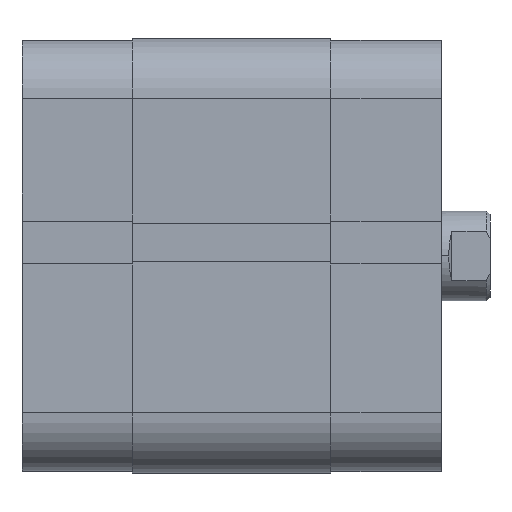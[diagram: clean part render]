
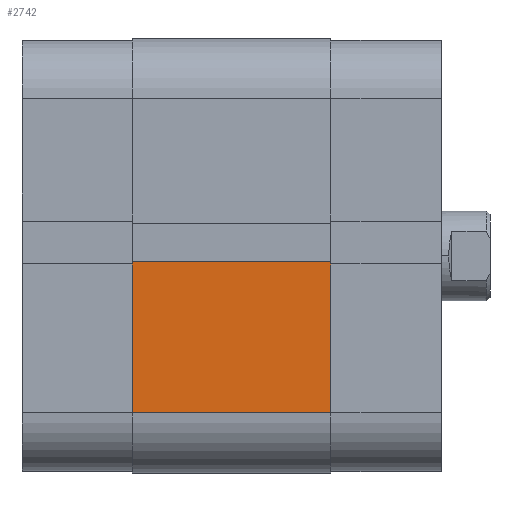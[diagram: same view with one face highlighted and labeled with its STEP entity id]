
A CAD part, top view. The second image highlights one B-rep face of the part: STEP entity #2742.
In plain terms, the highlighted face is planar.
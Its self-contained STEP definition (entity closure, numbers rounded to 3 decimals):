
#212 = FACE_OUTER_BOUND ( 'NONE', #4403, .T. ) ;
#643 = VECTOR ( 'NONE', #1415, 1000. ) ;
#649 = LINE ( 'NONE', #1414, #643 ) ;
#652 = LINE ( 'NONE', #1406, #653 ) ;
#653 = VECTOR ( 'NONE', #1407, 1000. ) ;
#655 = LINE ( 'NONE', #1420, #667 ) ;
#659 = LINE ( 'NONE', #1405, #665 ) ;
#665 = VECTOR ( 'NONE', #1422, 1000. ) ;
#667 = VECTOR ( 'NONE', #1424, 1000. ) ;
#1405 = CARTESIAN_POINT ( 'NONE',  ( 29., 21., 26.5 ) ) ;
#1406 = CARTESIAN_POINT ( 'NONE',  ( 29., -63.941, 26.5 ) ) ;
#1407 = DIRECTION ( 'NONE',  ( 0., -1., 0. ) ) ;
#1414 = CARTESIAN_POINT ( 'NONE',  ( 29., 0.85, 26.5 ) ) ;
#1415 = DIRECTION ( 'NONE',  ( 0., 0., -1. ) ) ;
#1420 = CARTESIAN_POINT ( 'NONE',  ( 29., -63.941, 0. ) ) ;
#1422 = DIRECTION ( 'NONE',  ( 0., 0., -1. ) ) ;
#1424 = DIRECTION ( 'NONE',  ( 0., -1., 0. ) ) ;
#2742 = ADVANCED_FACE ( 'NONE', ( #212 ), #3496, .T. ) ;
#2933 = VERTEX_POINT ( 'NONE', #4184 ) ;
#2947 = VERTEX_POINT ( 'NONE', #4198 ) ;
#2983 = VERTEX_POINT ( 'NONE', #4234 ) ;
#2989 = VERTEX_POINT ( 'NONE', #4240 ) ;
#3495 = CARTESIAN_POINT ( 'NONE',  ( 29., -63.941, 26.5 ) ) ;
#3496 = PLANE ( 'NONE',  #5230 ) ;
#3497 = DIRECTION ( 'NONE',  ( 1., 0., 0. ) ) ;
#3498 = DIRECTION ( 'NONE',  ( 0., 1., 0. ) ) ;
#4184 = CARTESIAN_POINT ( 'NONE',  ( 29., 0.85, 26.5 ) ) ;
#4198 = CARTESIAN_POINT ( 'NONE',  ( 29., 0.85, 0. ) ) ;
#4234 = CARTESIAN_POINT ( 'NONE',  ( 29., 21., 26.5 ) ) ;
#4240 = CARTESIAN_POINT ( 'NONE',  ( 29., 21., 0. ) ) ;
#4403 = EDGE_LOOP ( 'NONE', ( #6233, #6232, #6231, #6230 ) ) ;
#4748 = EDGE_CURVE ( 'NONE', #2983, #2933, #652, .T. ) ;
#4752 = EDGE_CURVE ( 'NONE', #2933, #2947, #649, .T. ) ;
#4755 = EDGE_CURVE ( 'NONE', #2983, #2989, #659, .T. ) ;
#4756 = EDGE_CURVE ( 'NONE', #2989, #2947, #655, .T. ) ;
#5230 = AXIS2_PLACEMENT_3D ( 'NONE', #3495, #3497, #3498 ) ;
#6230 = ORIENTED_EDGE ( 'NONE', *, *, #4752, .T. ) ;
#6231 = ORIENTED_EDGE ( 'NONE', *, *, #4748, .T. ) ;
#6232 = ORIENTED_EDGE ( 'NONE', *, *, #4755, .F. ) ;
#6233 = ORIENTED_EDGE ( 'NONE', *, *, #4756, .F. ) ;
